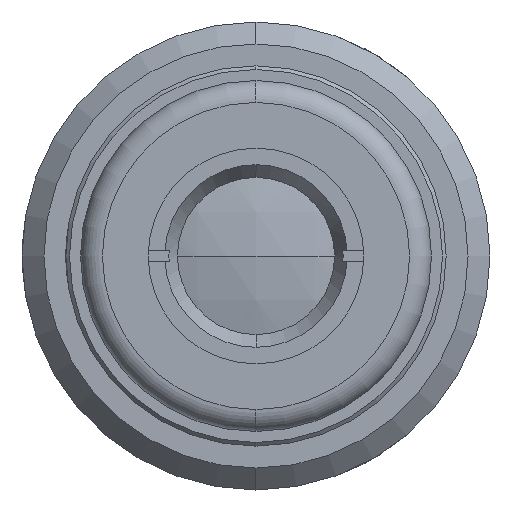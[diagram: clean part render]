
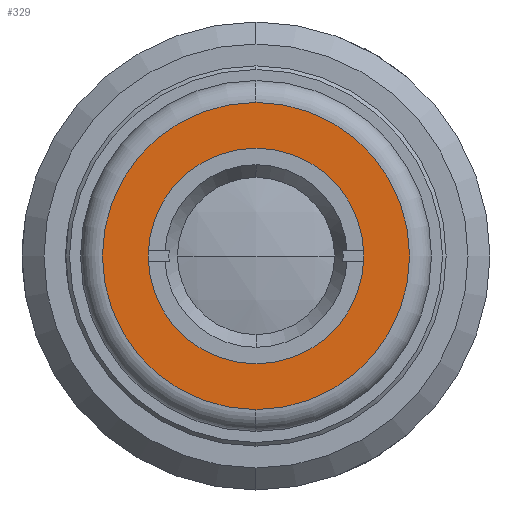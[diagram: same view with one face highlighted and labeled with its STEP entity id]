
A CAD part, left-side view. The second image highlights one B-rep face of the part: STEP entity #329.
In plain terms, the highlighted planar face has unit normal (-1, 0, 0).
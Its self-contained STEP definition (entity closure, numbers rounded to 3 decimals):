
#43 = CARTESIAN_POINT ( 'NONE',  ( -33.9, 0., 0. ) ) ;
#50 = EDGE_CURVE ( 'NONE', #1848, #3441, #671, .T. ) ;
#120 = AXIS2_PLACEMENT_3D ( 'NONE', #4152, #2561, #2790 ) ;
#277 = CARTESIAN_POINT ( 'NONE',  ( -33.9, 0., 0. ) ) ;
#283 = PLANE ( 'NONE',  #1837 ) ;
#292 = VERTEX_POINT ( 'NONE', #2727 ) ;
#329 = ADVANCED_FACE ( 'NONE', ( #3014, #3759 ), #283, .F. ) ;
#626 = CARTESIAN_POINT ( 'NONE',  ( -33.9, 24., 0. ) ) ;
#671 = CIRCLE ( 'NONE', #3870, 21. ) ;
#684 = DIRECTION ( 'NONE',  ( -1., 0., 0. ) ) ;
#1077 = ORIENTED_EDGE ( 'NONE', *, *, #3223, .F. ) ;
#1293 = AXIS2_PLACEMENT_3D ( 'NONE', #277, #4504, #3075 ) ;
#1503 = CIRCLE ( 'NONE', #2448, 14.75 ) ;
#1521 = EDGE_LOOP ( 'NONE', ( #1685, #1077 ) ) ;
#1682 = DIRECTION ( 'NONE',  ( 1., 0., 0. ) ) ;
#1685 = ORIENTED_EDGE ( 'NONE', *, *, #4035, .F. ) ;
#1837 = AXIS2_PLACEMENT_3D ( 'NONE', #626, #1682, #2339 ) ;
#1848 = VERTEX_POINT ( 'NONE', #3579 ) ;
#2190 = CARTESIAN_POINT ( 'NONE',  ( -33.9, 0., 0. ) ) ;
#2318 = CARTESIAN_POINT ( 'NONE',  ( -33.9, 0., 14.75 ) ) ;
#2339 = DIRECTION ( 'NONE',  ( 0., 0., -1. ) ) ;
#2448 = AXIS2_PLACEMENT_3D ( 'NONE', #43, #684, #4189 ) ;
#2556 = EDGE_CURVE ( 'NONE', #3441, #1848, #4193, .T. ) ;
#2561 = DIRECTION ( 'NONE',  ( -1., 0., 0. ) ) ;
#2627 = ORIENTED_EDGE ( 'NONE', *, *, #2556, .T. ) ;
#2727 = CARTESIAN_POINT ( 'NONE',  ( -33.9, 0., -14.75 ) ) ;
#2790 = DIRECTION ( 'NONE',  ( 0., 0., -1. ) ) ;
#2995 = VERTEX_POINT ( 'NONE', #2318 ) ;
#3014 = FACE_OUTER_BOUND ( 'NONE', #3436, .T. ) ;
#3049 = CIRCLE ( 'NONE', #1293, 14.75 ) ;
#3075 = DIRECTION ( 'NONE',  ( 0., 0., 1. ) ) ;
#3223 = EDGE_CURVE ( 'NONE', #292, #2995, #3049, .T. ) ;
#3415 = CARTESIAN_POINT ( 'NONE',  ( -33.9, 0., 21. ) ) ;
#3436 = EDGE_LOOP ( 'NONE', ( #4131, #2627 ) ) ;
#3441 = VERTEX_POINT ( 'NONE', #3415 ) ;
#3541 = DIRECTION ( 'NONE',  ( 0., 0., -1. ) ) ;
#3579 = CARTESIAN_POINT ( 'NONE',  ( -33.9, 0., -21. ) ) ;
#3759 = FACE_BOUND ( 'NONE', #1521, .T. ) ;
#3870 = AXIS2_PLACEMENT_3D ( 'NONE', #2190, #4171, #3541 ) ;
#4035 = EDGE_CURVE ( 'NONE', #2995, #292, #1503, .T. ) ;
#4131 = ORIENTED_EDGE ( 'NONE', *, *, #50, .T. ) ;
#4152 = CARTESIAN_POINT ( 'NONE',  ( -33.9, 0., 0. ) ) ;
#4171 = DIRECTION ( 'NONE',  ( -1., 0., 0. ) ) ;
#4189 = DIRECTION ( 'NONE',  ( 0., 0., 1. ) ) ;
#4193 = CIRCLE ( 'NONE', #120, 21. ) ;
#4504 = DIRECTION ( 'NONE',  ( -1., 0., 0. ) ) ;
